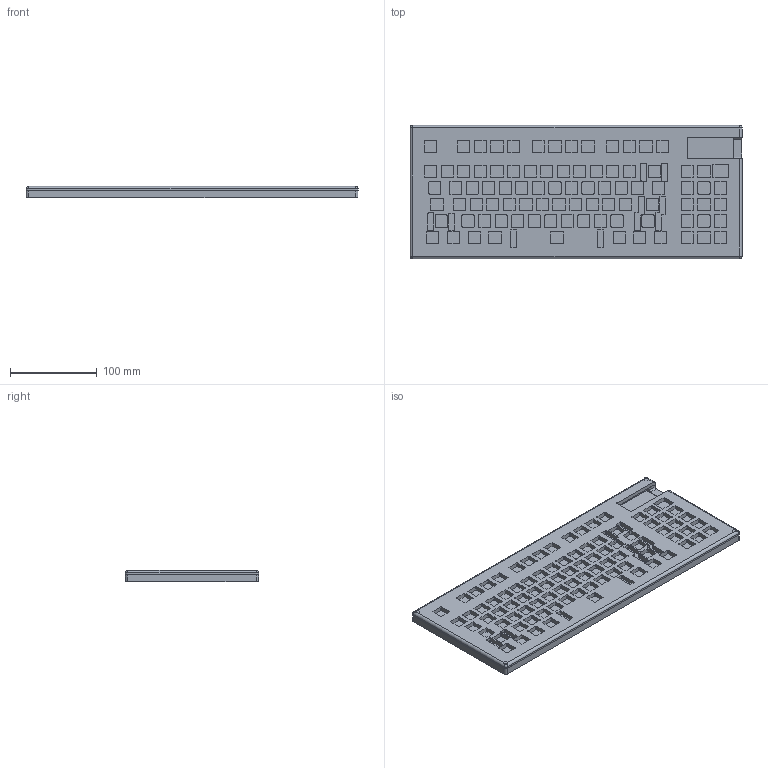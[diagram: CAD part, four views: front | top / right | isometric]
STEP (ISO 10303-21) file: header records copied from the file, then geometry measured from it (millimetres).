
FILE_DESCRIPTION(('HOOPS Exchange Step'),'2;1');
FILE_NAME('temp_export','2025-07-31T12:00:17+06:-30',('mobile'),('Shapr3D Limited'),'HOOPS Exchange 2024.8','Shapr3D','Authorized');
FILE_SCHEMA( ('AP242_MANAGED_MODEL_BASED_3D_ENGINEERING_MIM_LF {1 0 10303 442 1 1 4}') );
Length unit declared in the file: millimetre
Products named in the file (3): plate gen; base; root
Assembly tree (2 placements, depth 2):
  root
    plate gen
    base
Bounding box: 382.02 x 153.38 x 13 mm (x, y, z)
Volume: 362561.1 mm3; surface area: 244099 mm2
Topology: 3 solids, 3 shells, 858 faces, 2531 edges, 1682 vertices
Faces by surface type: plane 433, cylinder 421, sphere 4
Full cylindrical faces by diameter (mm): 4.7 x8, 6 x4
Entity records: 29318 total; most frequent: DIRECTION 5101, CARTESIAN_POINT 5073, ORIENTED_EDGE 5054, EDGE_CURVE 2527, AXIS2_PLACEMENT_3D 1710, VERTEX_POINT 1682, VECTOR 1681, LINE 1681
